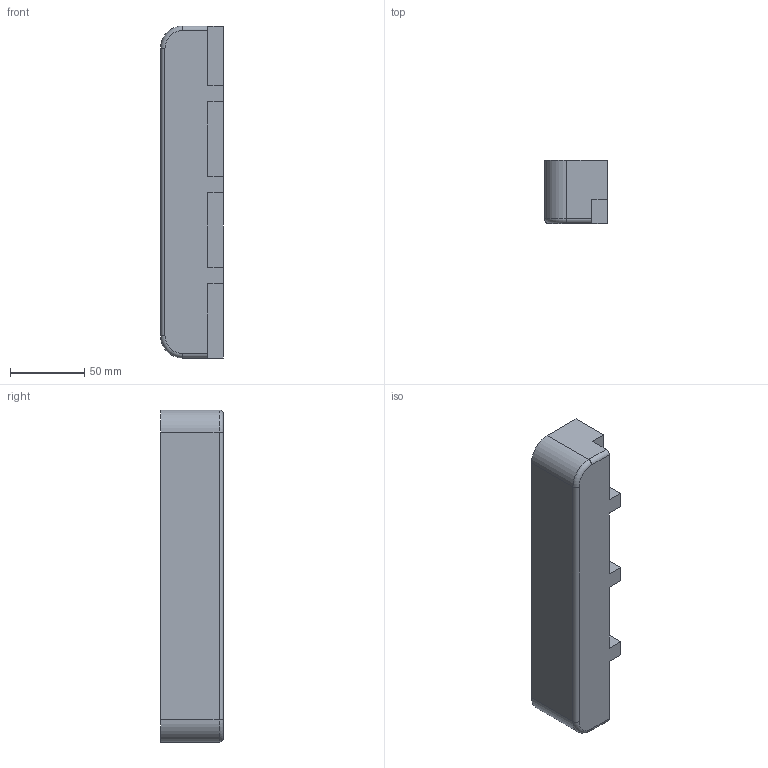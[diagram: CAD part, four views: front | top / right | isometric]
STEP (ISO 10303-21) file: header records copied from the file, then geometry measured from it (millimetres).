
FILE_DESCRIPTION(('FreeCAD Model'),'2;1');
FILE_NAME('Open CASCADE Shape Model','2025-02-02T12:06:33',(''),(''), 'Open CASCADE STEP processor 7.8','FreeCAD','Unknown');
FILE_SCHEMA(('AUTOMOTIVE_DESIGN { 1 0 10303 214 1 1 1 1 }'));
Length unit declared in the file: millimetre
Products named in the file (2): MainFrame; OuterFrame
Assembly tree (1 placements, depth 2):
  MainFrame
    OuterFrame
Bounding box: 42.5 x 42.5 x 224 mm (x, y, z)
Volume: 366993.4 mm3; surface area: 41812.5 mm2
Topology: 1 solids, 1 shells, 43 faces, 111 edges, 70 vertices
Faces by surface type: plane 20, cylinder 13, cone 8, torus 2
Full cylindrical faces by diameter (mm): 2.65 x8
Entity records: 1297 total; most frequent: DIRECTION 221, CARTESIAN_POINT 218, ORIENTED_EDGE 206, EDGE_CURVE 103, LINE 75, VECTOR 75, AXIS2_PLACEMENT_3D 73, VERTEX_POINT 70
